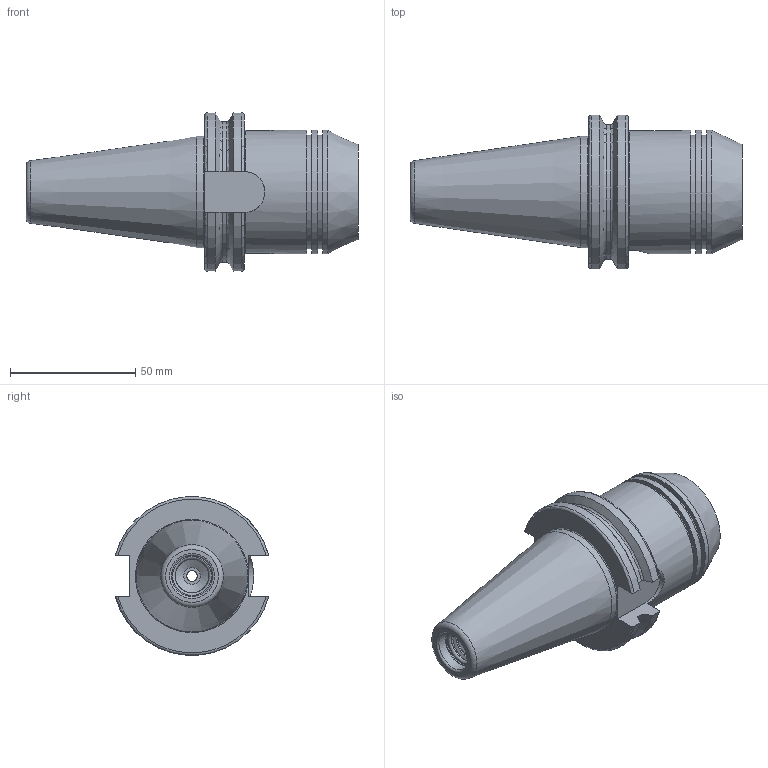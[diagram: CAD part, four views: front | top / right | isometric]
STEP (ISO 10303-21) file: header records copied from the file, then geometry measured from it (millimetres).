
FILE_DESCRIPTION(/* description */ (''),/* implementation_level */ '2;1');
FILE_NAME(/* name */ 'CAT40-HC075-0254.step',/* time_stamp */ '2021-08-16T14:09:13-05:00',/* author */ (''),/* organization */ (''),/* preprocessor_version */ 'ST-DEVELOPER v18.1',/* originating_system */ 'Autodesk Translation Framework v10.9.0.1377',/* authorisation */ '');
FILE_SCHEMA (('AUTOMOTIVE_DESIGN { 1 0 10303 214 3 1 1 }'));
Length unit declared in the file: millimetre
Products named in the file (2): CAT40-HC075-0254; SCW-HC-M8-C
Assembly tree (1 placements, depth 2):
  CAT40-HC075-0254
    SCW-HC-M8-C
Bounding box: 132.75 x 61.4 x 63.31 mm (x, y, z)
Volume: 170643.7 mm3; surface area: 31140.8 mm2
Topology: 2 solids, 2 shells, 115 faces, 272 edges, 178 vertices
Faces by surface type: plane 45, cylinder 45, torus 16, cone 7, bspline 2
Full cylindrical faces by diameter (mm): 4.5 x1, 6.5 x1, 6.779 x1, 7.866 x1, 8 x1, 10 x1, 13.541 x10, 15.875 x9, 16.3 x1, 16.8 x1, 19.05 x1, 20 x1, 44.45 x1, 45.4 x2, 49.25 x3
Entity records: 6010 total; most frequent: CARTESIAN_POINT 3359, ORIENTED_EDGE 544, DIRECTION 526, EDGE_CURVE 272, AXIS2_PLACEMENT_3D 215, VERTEX_POINT 178, EDGE_LOOP 136, FACE_OUTER_BOUND 115
